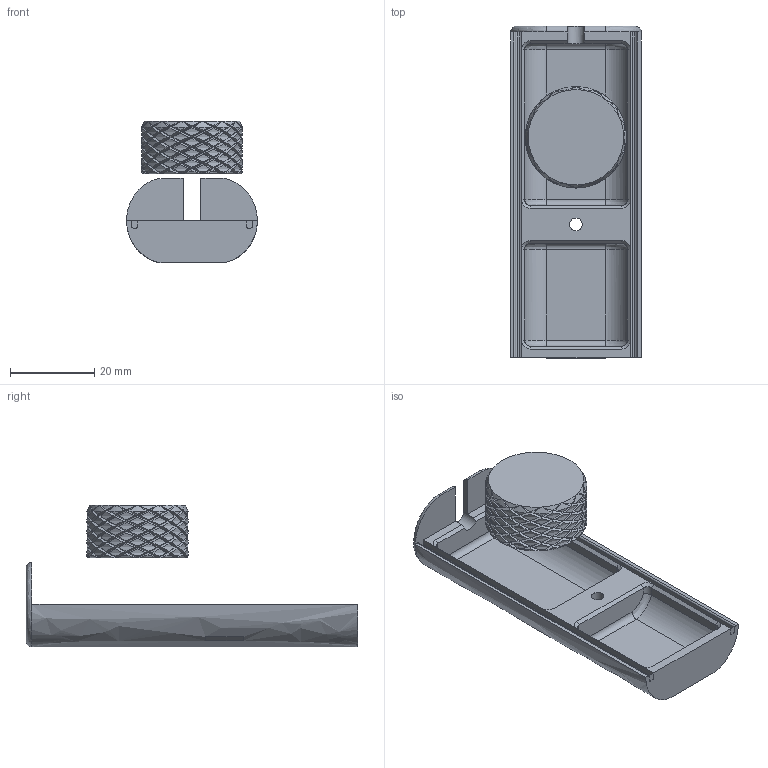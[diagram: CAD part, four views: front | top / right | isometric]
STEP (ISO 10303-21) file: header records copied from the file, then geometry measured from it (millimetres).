
FILE_DESCRIPTION(/* description */ (''),/* implementation_level */ '2;1');
FILE_NAME(/* name */ 'pad_dessous.step',/* time_stamp */ '2024-11-19T14:22:35+01:00',/* author */ (''),/* organization */ (''),/* preprocessor_version */ 'ST-DEVELOPER v20',/* originating_system */ 'Autodesk Translation Framework v13.20.0.188',/* authorisation */ '');
FILE_SCHEMA (('AUTOMOTIVE_DESIGN { 1 0 10303 214 3 1 1 }'));
Length unit declared in the file: millimetre
Products named in the file (3): Pad occitel mini; Btm housing; knob
Assembly tree (2 placements, depth 2):
  Pad occitel mini
    Btm housing
    knob
Bounding box: 31 x 78.6 x 33.53 mm (x, y, z)
Volume: 13996.7 mm3; surface area: 11892.4 mm2
Topology: 2 solids, 2 shells, 854 faces, 1849 edges, 1004 vertices
Faces by surface type: bspline 578, cylinder 173, plane 63, cone 22, torus 18
Full cylindrical faces by diameter (mm): 3 x1, 6 x1, 7.7 x1
Entity records: 34654 total; most frequent: CARTESIAN_POINT 21166, ORIENTED_EDGE 3698, EDGE_CURVE 1849, B_SPLINE_CURVE_WITH_KNOTS 1534, VERTEX_POINT 1004, DIRECTION 991, EDGE_LOOP 861, FACE_OUTER_BOUND 854
